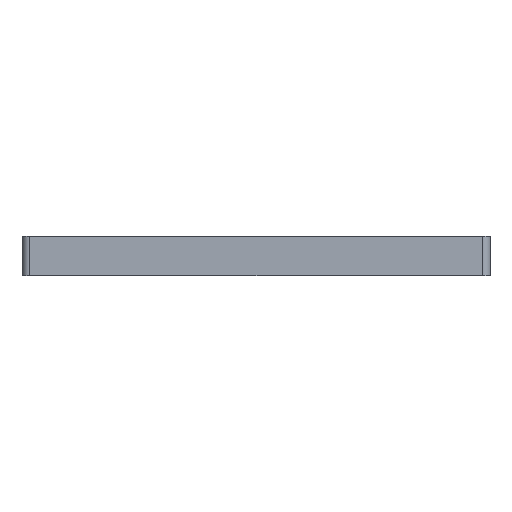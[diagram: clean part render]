
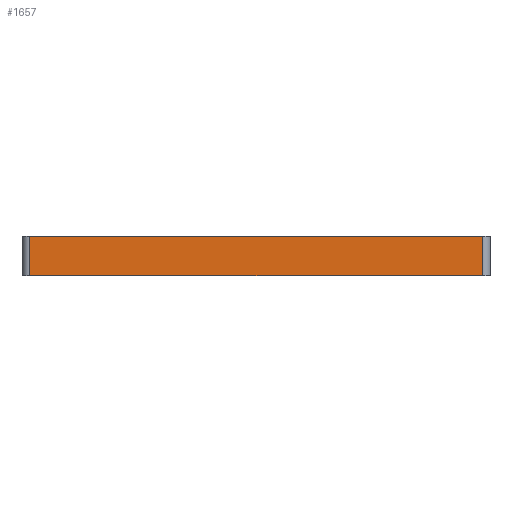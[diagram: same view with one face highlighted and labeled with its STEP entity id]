
A CAD part, left-side view. The second image highlights one B-rep face of the part: STEP entity #1657.
In plain terms, the highlighted planar face has unit normal (-1, 0, 0).
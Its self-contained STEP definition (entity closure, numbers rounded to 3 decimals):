
#87=PLANE('',#1849);
#166=FACE_OUTER_BOUND('',#256,.T.);
#256=EDGE_LOOP('',(#1344,#1345,#1346,#1347));
#422=LINE('',#2782,#560);
#423=LINE('',#2784,#561);
#424=LINE('',#2786,#562);
#425=LINE('',#2787,#563);
#560=VECTOR('',#2303,1.);
#561=VECTOR('',#2304,1.);
#562=VECTOR('',#2305,1.);
#563=VECTOR('',#2306,1.);
#812=VERTEX_POINT('',#2780);
#813=VERTEX_POINT('',#2781);
#814=VERTEX_POINT('',#2783);
#815=VERTEX_POINT('',#2785);
#1034=EDGE_CURVE('',#812,#813,#422,.T.);
#1035=EDGE_CURVE('',#814,#813,#423,.T.);
#1036=EDGE_CURVE('',#814,#815,#424,.T.);
#1037=EDGE_CURVE('',#815,#812,#425,.T.);
#1344=ORIENTED_EDGE('',*,*,#1034,.T.);
#1345=ORIENTED_EDGE('',*,*,#1035,.F.);
#1346=ORIENTED_EDGE('',*,*,#1036,.T.);
#1347=ORIENTED_EDGE('',*,*,#1037,.T.);
#1657=ADVANCED_FACE('',(#166),#87,.T.);
#1849=AXIS2_PLACEMENT_3D('',#2779,#2301,#2302);
#2301=DIRECTION('center_axis',(-1.,0.,0.));
#2302=DIRECTION('ref_axis',(0.,-1.,0.));
#2303=DIRECTION('',(0.,1.,0.));
#2304=DIRECTION('',(0.,0.,1.));
#2305=DIRECTION('',(0.,-1.,0.));
#2306=DIRECTION('',(0.,0.,1.));
#2779=CARTESIAN_POINT('Origin',(-52.51,40.007,0.));
#2780=CARTESIAN_POINT('',(-52.51,-46.993,15.));
#2781=CARTESIAN_POINT('',(-52.51,127.007,15.));
#2782=CARTESIAN_POINT('',(-52.51,127.007,15.));
#2783=CARTESIAN_POINT('',(-52.51,127.007,0.));
#2784=CARTESIAN_POINT('',(-52.51,127.007,0.));
#2785=CARTESIAN_POINT('',(-52.51,-46.993,0.));
#2786=CARTESIAN_POINT('',(-52.51,127.007,0.));
#2787=CARTESIAN_POINT('',(-52.51,-46.993,0.));
